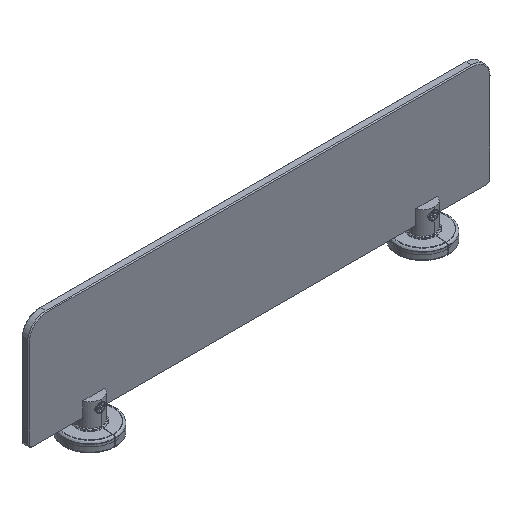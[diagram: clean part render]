
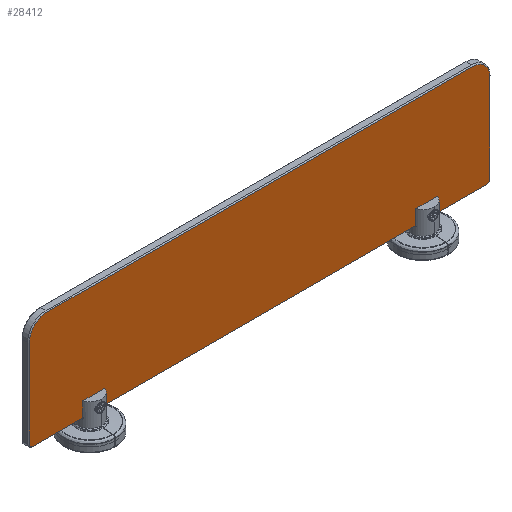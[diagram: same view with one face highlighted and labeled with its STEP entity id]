
A CAD part, isometric view. The second image highlights one B-rep face of the part: STEP entity #28412.
In plain terms, the highlighted planar face has unit normal (0, -1, 0).
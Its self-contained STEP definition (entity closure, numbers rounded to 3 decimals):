
#1354 = CARTESIAN_POINT ( 'NONE',  ( 249., -4., 5. ) ) ;
#1417 = CARTESIAN_POINT ( 'NONE',  ( -249., -4., 0. ) ) ;
#1419 = CARTESIAN_POINT ( 'NONE',  ( -249., -4., 5. ) ) ;
#2490 = CARTESIAN_POINT ( 'NONE',  ( -245., -4., 1. ) ) ;
#2833 = DIRECTION ( 'NONE',  ( 0., 0., 1. ) ) ;
#2840 = ORIENTED_EDGE ( 'NONE', *, *, #15725, .F. ) ;
#3081 = DIRECTION ( 'NONE',  ( 0., 1., 0. ) ) ;
#3250 = VERTEX_POINT ( 'NONE', #2490 ) ;
#3439 = CARTESIAN_POINT ( 'NONE',  ( 230., -4., 100. ) ) ;
#5734 = CIRCLE ( 'NONE', #28481, 19. ) ;
#7360 = AXIS2_PLACEMENT_3D ( 'NONE', #28040, #11473, #27684 ) ;
#7544 = EDGE_CURVE ( 'NONE', #14062, #21801, #24224, .T. ) ;
#7579 = ORIENTED_EDGE ( 'NONE', *, *, #14452, .F. ) ;
#7806 = CARTESIAN_POINT ( 'NONE',  ( -245., -4., 5. ) ) ;
#8221 = EDGE_CURVE ( 'NONE', #27463, #29336, #30118, .T. ) ;
#8759 = DIRECTION ( 'NONE',  ( 0., 0., 1. ) ) ;
#9109 = CARTESIAN_POINT ( 'NONE',  ( 245., -4., 1. ) ) ;
#9155 = DIRECTION ( 'NONE',  ( -1., 0., 0. ) ) ;
#9413 = ORIENTED_EDGE ( 'NONE', *, *, #32041, .F. ) ;
#10033 = VECTOR ( 'NONE', #21783, 1000. ) ;
#10458 = EDGE_CURVE ( 'NONE', #21801, #22036, #5734, .T. ) ;
#10694 = AXIS2_PLACEMENT_3D ( 'NONE', #27479, #3081, #13914 ) ;
#10772 = CIRCLE ( 'NONE', #21000, 19. ) ;
#10877 = CARTESIAN_POINT ( 'NONE',  ( 249., -4., 0. ) ) ;
#11473 = DIRECTION ( 'NONE',  ( 0., 1., 0. ) ) ;
#11653 = CARTESIAN_POINT ( 'NONE',  ( 0., -4., 1. ) ) ;
#13673 = DIRECTION ( 'NONE',  ( 0., 1., 0. ) ) ;
#13914 = DIRECTION ( 'NONE',  ( 0., 0., 1. ) ) ;
#13916 = ORIENTED_EDGE ( 'NONE', *, *, #8221, .F. ) ;
#14062 = VERTEX_POINT ( 'NONE', #1419 ) ;
#14274 = CARTESIAN_POINT ( 'NONE',  ( -249., -4., 100. ) ) ;
#14437 = ORIENTED_EDGE ( 'NONE', *, *, #10458, .F. ) ;
#14452 = EDGE_CURVE ( 'NONE', #3250, #14062, #28942, .T. ) ;
#15725 = EDGE_CURVE ( 'NONE', #29336, #25240, #20427, .T. ) ;
#16228 = FACE_OUTER_BOUND ( 'NONE', #18078, .T. ) ;
#16989 = ORIENTED_EDGE ( 'NONE', *, *, #7544, .F. ) ;
#17985 = DIRECTION ( 'NONE',  ( -1., 0., 0. ) ) ;
#18078 = EDGE_LOOP ( 'NONE', ( #7579, #31131, #2840, #13916, #32015, #9413, #14437, #16989 ) ) ;
#19103 = CARTESIAN_POINT ( 'NONE',  ( 0., -4., 119. ) ) ;
#19763 = CARTESIAN_POINT ( 'NONE',  ( 249., -4., 100. ) ) ;
#20302 = DIRECTION ( 'NONE',  ( 0., 1., 0. ) ) ;
#20427 = CIRCLE ( 'NONE', #7360, 4. ) ;
#20829 = DIRECTION ( 'NONE',  ( 0., 1., 0. ) ) ;
#21000 = AXIS2_PLACEMENT_3D ( 'NONE', #3439, #20302, #8759 ) ;
#21593 = VECTOR ( 'NONE', #27090, 1000. ) ;
#21730 = EDGE_CURVE ( 'NONE', #26560, #27463, #10772, .T. ) ;
#21783 = DIRECTION ( 'NONE',  ( 1., 0., 0. ) ) ;
#21801 = VERTEX_POINT ( 'NONE', #14274 ) ;
#22036 = VERTEX_POINT ( 'NONE', #26906 ) ;
#23158 = CARTESIAN_POINT ( 'NONE',  ( -230., -4., 100. ) ) ;
#23822 = CARTESIAN_POINT ( 'NONE',  ( 230., -4., 119. ) ) ;
#24224 = LINE ( 'NONE', #1417, #34642 ) ;
#24660 = LINE ( 'NONE', #19103, #10033 ) ;
#25240 = VERTEX_POINT ( 'NONE', #9109 ) ;
#25434 = VECTOR ( 'NONE', #9155, 1000. ) ;
#25889 = EDGE_CURVE ( 'NONE', #25240, #3250, #33022, .T. ) ;
#26560 = VERTEX_POINT ( 'NONE', #23822 ) ;
#26906 = CARTESIAN_POINT ( 'NONE',  ( -230., -4., 119. ) ) ;
#27090 = DIRECTION ( 'NONE',  ( 0., 0., -1. ) ) ;
#27463 = VERTEX_POINT ( 'NONE', #19763 ) ;
#27479 = CARTESIAN_POINT ( 'NONE',  ( 0., -4., 0. ) ) ;
#27684 = DIRECTION ( 'NONE',  ( 0., 0., 1. ) ) ;
#28040 = CARTESIAN_POINT ( 'NONE',  ( 245., -4., 5. ) ) ;
#28412 = ADVANCED_FACE ( 'NONE', ( #16228 ), #30138, .F. ) ;
#28481 = AXIS2_PLACEMENT_3D ( 'NONE', #23158, #20829, #17985 ) ;
#28942 = CIRCLE ( 'NONE', #30667, 4. ) ;
#29336 = VERTEX_POINT ( 'NONE', #1354 ) ;
#30118 = LINE ( 'NONE', #10877, #21593 ) ;
#30138 = PLANE ( 'NONE',  #10694 ) ;
#30667 = AXIS2_PLACEMENT_3D ( 'NONE', #7806, #13673, #2833 ) ;
#31131 = ORIENTED_EDGE ( 'NONE', *, *, #25889, .F. ) ;
#32015 = ORIENTED_EDGE ( 'NONE', *, *, #21730, .F. ) ;
#32041 = EDGE_CURVE ( 'NONE', #22036, #26560, #24660, .T. ) ;
#33022 = LINE ( 'NONE', #11653, #25434 ) ;
#33987 = DIRECTION ( 'NONE',  ( 0., 0., 1. ) ) ;
#34642 = VECTOR ( 'NONE', #33987, 1000. ) ;
